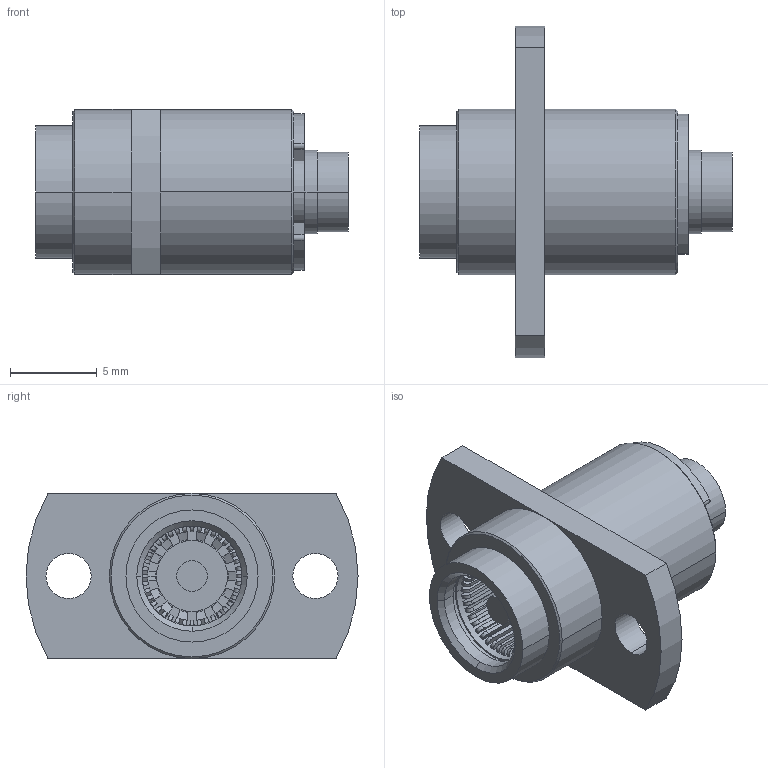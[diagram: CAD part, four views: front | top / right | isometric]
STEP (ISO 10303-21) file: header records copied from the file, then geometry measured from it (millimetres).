
FILE_DESCRIPTION (( 'STEP AP214' ), '1' );
FILE_NAME ('FMCN5160_3D.step', '2024-10-15T22:10:52', ( '' ), ( '' ), 'SwSTEP 2.0', 'SolidWorks 2022', '' );
FILE_SCHEMA (( 'AUTOMOTIVE_DESIGN' ));
Length unit declared in the file: inch
Products named in the file (5): BMA83Q-0141-11^FMCN5160; BMA8100-3^FMCN5160; FMCN5160_3D; BMA8326A-0141^FMCN5160; BMA8100-2^FMCN5160
Assembly tree (4 placements, depth 2):
  FMCN5160_3D
    BMA8326A-0141^FMCN5160
    BMA8100-3^FMCN5160
    BMA8100-2^FMCN5160
    BMA83Q-0141-11^FMCN5160
Bounding box: 18 x 19.1 x 9.5 mm (x, y, z)
Volume: 1061.3 mm3; surface area: 1400.4 mm2
Topology: 5 solids, 5 shells, 482 faces, 1240 edges, 814 vertices
Faces by surface type: plane 218, cylinder 100, cone 84, torus 80
Entity records: 15165 total; most frequent: DIRECTION 2852, CARTESIAN_POINT 2543, ORIENTED_EDGE 2480, EDGE_CURVE 1240, AXIS2_PLACEMENT_3D 1123, VERTEX_POINT 814, CIRCLE 634, VECTOR 606
